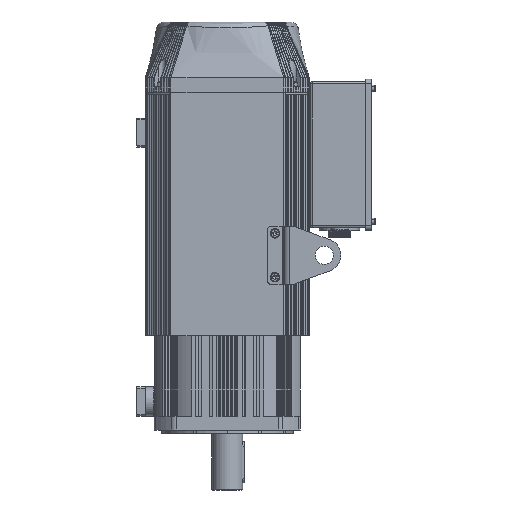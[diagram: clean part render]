
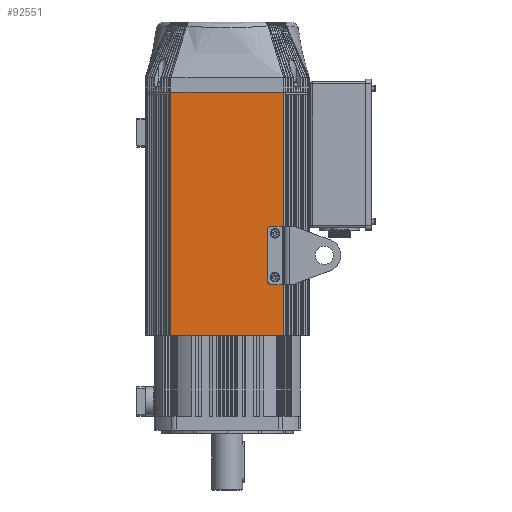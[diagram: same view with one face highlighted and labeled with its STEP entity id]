
A CAD part, left-side view. The second image highlights one B-rep face of the part: STEP entity #92551.
In plain terms, the highlighted planar face has unit normal (-1, 0, 0).
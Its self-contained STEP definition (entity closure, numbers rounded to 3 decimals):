
#403 = ORIENTED_EDGE ( 'NONE', *, *, #66278, .F. ) ;
#2949 = ORIENTED_EDGE ( 'NONE', *, *, #84986, .T. ) ;
#3145 = ORIENTED_EDGE ( 'NONE', *, *, #58672, .F. ) ;
#3929 = ORIENTED_EDGE ( 'NONE', *, *, #53320, .F. ) ;
#4353 = VERTEX_POINT ( 'NONE', #39782 ) ;
#4535 = VERTEX_POINT ( 'NONE', #121202 ) ;
#4798 = VECTOR ( 'NONE', #114631, 1000. ) ;
#4900 = DIRECTION ( 'NONE',  ( -1., 0., 0. ) ) ;
#5499 = CARTESIAN_POINT ( 'NONE',  ( -112., -60.25, 191. ) ) ;
#11389 = EDGE_CURVE ( 'NONE', #66852, #134054, #127264, .T. ) ;
#16504 = LINE ( 'NONE', #28547, #42904 ) ;
#17650 = CARTESIAN_POINT ( 'NONE',  ( -112., -55.25, 191. ) ) ;
#18371 = DIRECTION ( 'NONE',  ( 0., 0., -1. ) ) ;
#19109 = LINE ( 'NONE', #31901, #58860 ) ;
#19203 = VECTOR ( 'NONE', #110567, 1000. ) ;
#21540 = EDGE_LOOP ( 'NONE', ( #105385, #74870, #3929, #82628, #403, #2949 ) ) ;
#22483 = CIRCLE ( 'NONE', #101909, 5. ) ;
#23512 = VERTEX_POINT ( 'NONE', #117670 ) ;
#23806 = AXIS2_PLACEMENT_3D ( 'NONE', #76409, #113346, #18371 ) ;
#24496 = CARTESIAN_POINT ( 'NONE',  ( -112., 77.149, 46. ) ) ;
#26589 = CARTESIAN_POINT ( 'NONE',  ( -112., -55.25, 191. ) ) ;
#26809 = FACE_OUTER_BOUND ( 'NONE', #112219, .T. ) ;
#27528 = PLANE ( 'NONE',  #101437 ) ;
#28547 = CARTESIAN_POINT ( 'NONE',  ( -112., -60.25, 116. ) ) ;
#29001 = FACE_BOUND ( 'NONE', #21540, .T. ) ;
#29124 = CARTESIAN_POINT ( 'NONE',  ( -112., -77.149, -68. ) ) ;
#31600 = EDGE_CURVE ( 'NONE', #4535, #4353, #129908, .T. ) ;
#31901 = CARTESIAN_POINT ( 'NONE',  ( -112., -74.516, 196. ) ) ;
#39782 = CARTESIAN_POINT ( 'NONE',  ( -112., -60.25, 116. ) ) ;
#42904 = VECTOR ( 'NONE', #96451, 1000. ) ;
#45175 = CARTESIAN_POINT ( 'NONE',  ( -112., -75.25, 196. ) ) ;
#51938 = ORIENTED_EDGE ( 'NONE', *, *, #140848, .T. ) ;
#52215 = VECTOR ( 'NONE', #56373, 1000. ) ;
#53320 = EDGE_CURVE ( 'NONE', #141173, #4535, #72006, .T. ) ;
#55760 = VERTEX_POINT ( 'NONE', #45175 ) ;
#56373 = DIRECTION ( 'NONE',  ( 0., -1., 0. ) ) ;
#57516 = VERTEX_POINT ( 'NONE', #133971 ) ;
#57898 = DIRECTION ( 'NONE',  ( 0., 0., 1. ) ) ;
#58672 = EDGE_CURVE ( 'NONE', #66852, #57516, #89608, .T. ) ;
#58860 = VECTOR ( 'NONE', #123162, 1000. ) ;
#60723 = DIRECTION ( 'NONE',  ( 0., -1., 0. ) ) ;
#61436 = DIRECTION ( 'NONE',  ( 0., 0., -1. ) ) ;
#64768 = VECTOR ( 'NONE', #61436, 1000. ) ;
#64929 = LINE ( 'NONE', #145681, #4798 ) ;
#66278 = EDGE_CURVE ( 'NONE', #55760, #110297, #19109, .T. ) ;
#66852 = VERTEX_POINT ( 'NONE', #24496 ) ;
#70159 = ORIENTED_EDGE ( 'NONE', *, *, #90812, .T. ) ;
#72006 = LINE ( 'NONE', #17650, #64768 ) ;
#73492 = CARTESIAN_POINT ( 'NONE',  ( -112., -73.832, -270.784 ) ) ;
#74116 = DIRECTION ( 'NONE',  ( 0., 0., -1. ) ) ;
#74870 = ORIENTED_EDGE ( 'NONE', *, *, #31600, .F. ) ;
#76409 = CARTESIAN_POINT ( 'NONE',  ( -112., -60.25, 121. ) ) ;
#77264 = VECTOR ( 'NONE', #57898, 1000. ) ;
#80312 = EDGE_CURVE ( 'NONE', #110297, #141173, #22483, .T. ) ;
#80512 = CARTESIAN_POINT ( 'NONE',  ( -112., 77.149, -68. ) ) ;
#82628 = ORIENTED_EDGE ( 'NONE', *, *, #80312, .F. ) ;
#82906 = CARTESIAN_POINT ( 'NONE',  ( -112., -77.149, 379. ) ) ;
#84986 = EDGE_CURVE ( 'NONE', #55760, #23512, #137092, .T. ) ;
#88744 = EDGE_CURVE ( 'NONE', #4353, #23512, #16504, .T. ) ;
#89608 = LINE ( 'NONE', #80512, #77264 ) ;
#90812 = EDGE_CURVE ( 'NONE', #121416, #57516, #64929, .T. ) ;
#92551 = ADVANCED_FACE ( 'NONE', ( #29001, #26809 ), #27528, .T. ) ;
#96451 = DIRECTION ( 'NONE',  ( 0., -1., 0. ) ) ;
#100862 = DIRECTION ( 'NONE',  ( 0., 0., -1. ) ) ;
#101437 = AXIS2_PLACEMENT_3D ( 'NONE', #73492, #4900, #60723 ) ;
#101909 = AXIS2_PLACEMENT_3D ( 'NONE', #5499, #108094, #74116 ) ;
#105385 = ORIENTED_EDGE ( 'NONE', *, *, #88744, .F. ) ;
#108094 = DIRECTION ( 'NONE',  ( -1., 0., 0. ) ) ;
#110297 = VERTEX_POINT ( 'NONE', #130723 ) ;
#110567 = DIRECTION ( 'NONE',  ( 0., 0., 1. ) ) ;
#111415 = CARTESIAN_POINT ( 'NONE',  ( -112., -75.25, 121. ) ) ;
#112219 = EDGE_LOOP ( 'NONE', ( #127742, #51938, #70159, #3145 ) ) ;
#113346 = DIRECTION ( 'NONE',  ( -1., 0., 0. ) ) ;
#114631 = DIRECTION ( 'NONE',  ( 0., 1., 0. ) ) ;
#117670 = CARTESIAN_POINT ( 'NONE',  ( -112., -75.25, 116. ) ) ;
#120852 = CARTESIAN_POINT ( 'NONE',  ( -112., -77.149, 46. ) ) ;
#121202 = CARTESIAN_POINT ( 'NONE',  ( -112., -55.25, 121. ) ) ;
#121416 = VERTEX_POINT ( 'NONE', #82906 ) ;
#123162 = DIRECTION ( 'NONE',  ( 0., 1., 0. ) ) ;
#127264 = LINE ( 'NONE', #128757, #52215 ) ;
#127742 = ORIENTED_EDGE ( 'NONE', *, *, #11389, .T. ) ;
#128757 = CARTESIAN_POINT ( 'NONE',  ( -112., -73.832, 46. ) ) ;
#129908 = CIRCLE ( 'NONE', #23806, 5. ) ;
#130723 = CARTESIAN_POINT ( 'NONE',  ( -112., -60.25, 196. ) ) ;
#131000 = LINE ( 'NONE', #29124, #19203 ) ;
#133971 = CARTESIAN_POINT ( 'NONE',  ( -112., 77.149, 379. ) ) ;
#134054 = VERTEX_POINT ( 'NONE', #120852 ) ;
#137092 = LINE ( 'NONE', #111415, #143839 ) ;
#140848 = EDGE_CURVE ( 'NONE', #134054, #121416, #131000, .T. ) ;
#141173 = VERTEX_POINT ( 'NONE', #26589 ) ;
#143839 = VECTOR ( 'NONE', #100862, 1000. ) ;
#145681 = CARTESIAN_POINT ( 'NONE',  ( -112., -77.149, 379. ) ) ;
